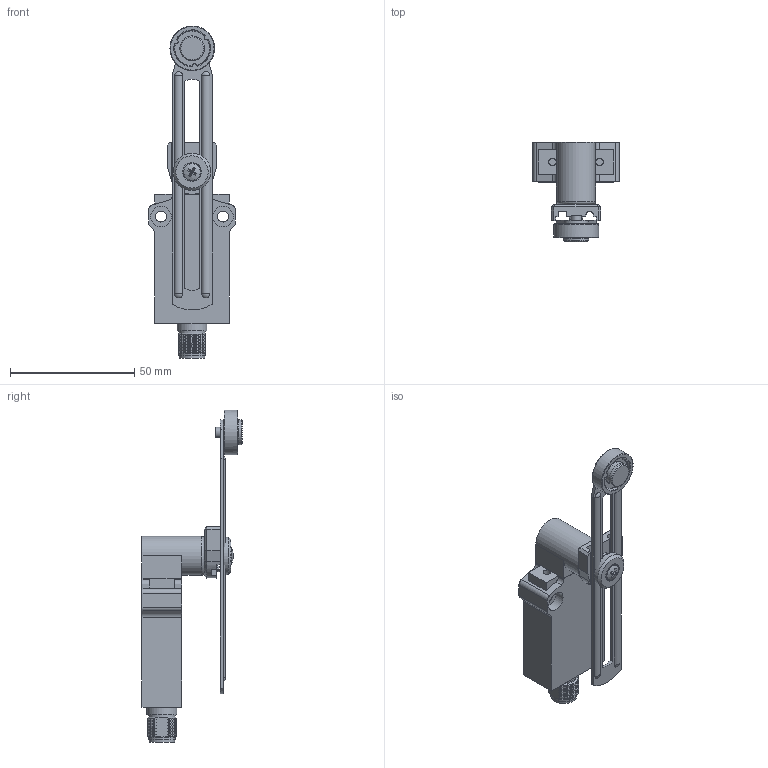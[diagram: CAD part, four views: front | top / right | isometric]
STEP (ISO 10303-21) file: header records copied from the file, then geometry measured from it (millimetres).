
FILE_DESCRIPTION (( 'STEP AP214' ), '1' );
FILE_NAME ('AEM2G5120Z11M.STEP', '2019-08-07T10:59:13', ( '' ), ( '' ), 'SwSTEP 2.0', 'SolidWorks 2018', '' );
FILE_SCHEMA (( 'AUTOMOTIVE_DESIGN' ));
Length unit declared in the file: inch
Products named in the file (1): AEM2G5120Z11M
Bounding box: 35 x 40.3 x 133.8 mm (x, y, z)
Volume: 35171.5 mm3; surface area: 15889.6 mm2
Topology: 8 solids, 8 shells, 416 faces, 1114 edges, 733 vertices
Faces by surface type: plane 195, cylinder 152, cone 39, torus 21, sphere 9
Full cylindrical faces by diameter (mm): 2.5 x1, 3 x3, 4 x1, 4.1 x2, 4.4 x2, 5 x1, 5.7 x1, 6 x1, 6.1 x1, 7 x1, 7.6 x1, 8.2 x4, 10 x1, 10.3 x1, 10.6 x2, 12 x1, 15 x1, 15.8 x1, 18 x1
Entity records: 13190 total; most frequent: CARTESIAN_POINT 2821, DIRECTION 2160, ORIENTED_EDGE 2074, EDGE_CURVE 1037, AXIS2_PLACEMENT_3D 791, VERTEX_POINT 709, LINE 578, VECTOR 578
